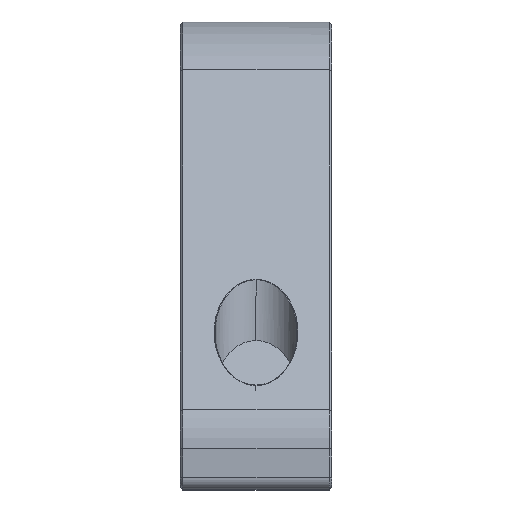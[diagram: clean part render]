
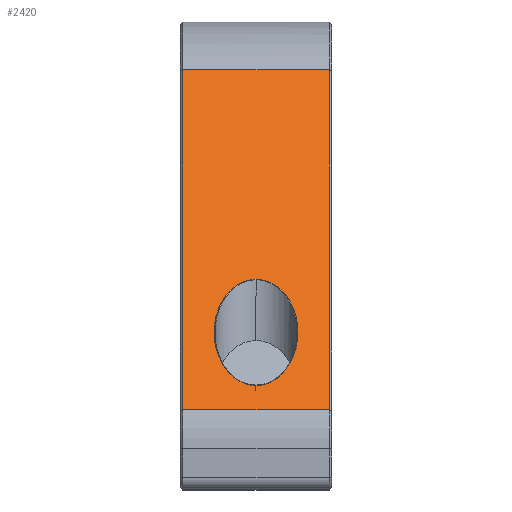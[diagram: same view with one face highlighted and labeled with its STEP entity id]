
A CAD part, left-side view. The second image highlights one B-rep face of the part: STEP entity #2420.
In plain terms, the highlighted planar face has unit normal (-0.783, 0, 0.622).
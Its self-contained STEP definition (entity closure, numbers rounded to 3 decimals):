
#144 = CARTESIAN_POINT ( 'NONE',  ( -59.374, 0., 8.306 ) ) ;
#157 = DIRECTION ( 'NONE',  ( 0., 1., 0. ) ) ;
#370 = CARTESIAN_POINT ( 'NONE',  ( -59.268, 0.86, 8.44 ) ) ;
#407 = CARTESIAN_POINT ( 'NONE',  ( -54.381, 2.903, 14.595 ) ) ;
#491 = CARTESIAN_POINT ( 'NONE',  ( -53.397, 2.043, 15.833 ) ) ;
#565 = CARTESIAN_POINT ( 'NONE',  ( -59.348, -0.433, 8.34 ) ) ;
#566 = EDGE_CURVE ( 'NONE', #5482, #1536, #2888, .T. ) ;
#800 = VERTEX_POINT ( 'NONE', #1431 ) ;
#818 = CARTESIAN_POINT ( 'NONE',  ( -58.095, 2.655, 9.917 ) ) ;
#1004 = CARTESIAN_POINT ( 'NONE',  ( -56.486, 3.322, 11.944 ) ) ;
#1039 = CARTESIAN_POINT ( 'NONE',  ( -54.381, -2.903, 14.595 ) ) ;
#1124 = CARTESIAN_POINT ( 'NONE',  ( -54.009, 2.655, 15.062 ) ) ;
#1416 = CARTESIAN_POINT ( 'NONE',  ( -59.353, 0.436, 8.334 ) ) ;
#1431 = CARTESIAN_POINT ( 'NONE',  ( -60.916, -5.8, 6.366 ) ) ;
#1536 = VERTEX_POINT ( 'NONE', #144 ) ;
#1599 = CARTESIAN_POINT ( 'NONE',  ( -59.204, 1.072, 8.521 ) ) ;
#1753 = CARTESIAN_POINT ( 'NONE',  ( -53.55, -2.196, 15.641 ) ) ;
#1799 = ORIENTED_EDGE ( 'NONE', *, *, #7388, .T. ) ;
#1811 = VERTEX_POINT ( 'NONE', #2357 ) ;
#1877 = VERTEX_POINT ( 'NONE', #5419 ) ;
#2047 = ORIENTED_EDGE ( 'NONE', *, *, #2070, .T. ) ;
#2070 = EDGE_CURVE ( 'NONE', #1811, #1877, #5610, .T. ) ;
#2238 = CARTESIAN_POINT ( 'NONE',  ( -58.095, -2.655, 9.917 ) ) ;
#2276 = CARTESIAN_POINT ( 'NONE',  ( -52.73, 0., 16.673 ) ) ;
#2319 = CARTESIAN_POINT ( 'NONE',  ( -52.9, 1.072, 16.459 ) ) ;
#2357 = CARTESIAN_POINT ( 'NONE',  ( -39.56, -5.8, 33.257 ) ) ;
#2384 = DIRECTION ( 'NONE',  ( -0.622, 0., -0.783 ) ) ;
#2420 = ADVANCED_FACE ( 'NONE', ( #7208, #5846 ), #6522, .F. ) ;
#2474 = VECTOR ( 'NONE', #7564, 1000. ) ;
#2485 = CARTESIAN_POINT ( 'NONE',  ( -53.149, 1.671, 16.146 ) ) ;
#2547 = LINE ( 'NONE', #7375, #5498 ) ;
#2654 = CARTESIAN_POINT ( 'NONE',  ( -57.724, 2.903, 10.385 ) ) ;
#2794 = CARTESIAN_POINT ( 'NONE',  ( -58.935, 1.666, 8.86 ) ) ;
#2888 = B_SPLINE_CURVE_WITH_KNOTS ( 'NONE', 3,
 ( #2276, #4661, #3479, #7258, #7775, #3563, #4027, #5263, #1753, #2950, #1039, #5382, #7700, #4696, #5902, #3521, #2238, #6540, #4186, #6624, #3597, #6021, #565, #2994, #4062, #6496 ),
 .UNSPECIFIED., .F., .F.,
 ( 4, 2, 2, 2, 2, 2, 2, 2, 2, 2, 2, 2, 4 ),
 ( 0.5, 0.531, 0.563, 0.594, 0.625, 0.688, 0.75, 0.813, 0.875, 0.938, 0.969, 0.984, 1. ),
 .UNSPECIFIED. ) ;
#2950 = CARTESIAN_POINT ( 'NONE',  ( -54.009, -2.655, 15.063 ) ) ;
#2994 = CARTESIAN_POINT ( 'NONE',  ( -59.369, -0.218, 8.313 ) ) ;
#3037 = CARTESIAN_POINT ( 'NONE',  ( -52.836, 0.86, 16.54 ) ) ;
#3048 = ORIENTED_EDGE ( 'NONE', *, *, #6820, .T. ) ;
#3217 = CARTESIAN_POINT ( 'NONE',  ( -62., 5.8, 5. ) ) ;
#3252 = CARTESIAN_POINT ( 'NONE',  ( -60.916, 5.8, 6.366 ) ) ;
#3437 = CARTESIAN_POINT ( 'NONE',  ( -55.619, 3.322, 13.035 ) ) ;
#3479 = CARTESIAN_POINT ( 'NONE',  ( -52.752, -0.436, 16.646 ) ) ;
#3503 = VECTOR ( 'NONE', #7145, 1000. ) ;
#3521 = CARTESIAN_POINT ( 'NONE',  ( -57.724, -2.903, 10.385 ) ) ;
#3548 = CARTESIAN_POINT ( 'NONE',  ( -52.73, 0., 16.673 ) ) ;
#3563 = CARTESIAN_POINT ( 'NONE',  ( -53.066, -1.471, 16.251 ) ) ;
#3564 = CARTESIAN_POINT ( 'NONE',  ( -52.752, 0.436, 16.646 ) ) ;
#3597 = CARTESIAN_POINT ( 'NONE',  ( -59.268, -0.86, 8.44 ) ) ;
#3783 = CARTESIAN_POINT ( 'NONE',  ( -39.56, 6., 33.257 ) ) ;
#3977 = EDGE_CURVE ( 'NONE', #4784, #800, #2547, .T. ) ;
#4027 = CARTESIAN_POINT ( 'NONE',  ( -53.17, -1.666, 16.119 ) ) ;
#4029 = CARTESIAN_POINT ( 'NONE',  ( -58.694, 2.026, 9.163 ) ) ;
#4062 = CARTESIAN_POINT ( 'NONE',  ( -59.374, -0.109, 8.306 ) ) ;
#4186 = CARTESIAN_POINT ( 'NONE',  ( -58.956, -1.671, 8.833 ) ) ;
#4442 = CARTESIAN_POINT ( 'NONE',  ( -59.374, 0., 8.306 ) ) ;
#4460 = AXIS2_PLACEMENT_3D ( 'NONE', #7721, #5327, #2384 ) ;
#4478 = CARTESIAN_POINT ( 'NONE',  ( -56.923, 3.235, 11.393 ) ) ;
#4661 = CARTESIAN_POINT ( 'NONE',  ( -52.73, -0.216, 16.673 ) ) ;
#4696 = CARTESIAN_POINT ( 'NONE',  ( -56.486, -3.322, 11.944 ) ) ;
#4784 = VERTEX_POINT ( 'NONE', #3252 ) ;
#5106 = EDGE_LOOP ( 'NONE', ( #1799, #5134 ) ) ;
#5120 = CARTESIAN_POINT ( 'NONE',  ( -39.56, -5.8, 33.257 ) ) ;
#5134 = ORIENTED_EDGE ( 'NONE', *, *, #566, .T. ) ;
#5263 = CARTESIAN_POINT ( 'NONE',  ( -53.41, -2.026, 15.817 ) ) ;
#5327 = DIRECTION ( 'NONE',  ( 0.783, 0., -0.622 ) ) ;
#5382 = CARTESIAN_POINT ( 'NONE',  ( -55.181, -3.235, 13.587 ) ) ;
#5386 = CARTESIAN_POINT ( 'NONE',  ( -52.73, 0.216, 16.673 ) ) ;
#5419 = CARTESIAN_POINT ( 'NONE',  ( -39.56, 5.8, 33.257 ) ) ;
#5482 = VERTEX_POINT ( 'NONE', #3548 ) ;
#5498 = VECTOR ( 'NONE', #6247, 1000. ) ;
#5610 = LINE ( 'NONE', #3783, #5730 ) ;
#5730 = VECTOR ( 'NONE', #157, 1000. ) ;
#5846 = FACE_OUTER_BOUND ( 'NONE', #6599, .T. ) ;
#5862 = CARTESIAN_POINT ( 'NONE',  ( -55.181, 3.235, 13.587 ) ) ;
#5902 = CARTESIAN_POINT ( 'NONE',  ( -56.923, -3.235, 11.393 ) ) ;
#6021 = CARTESIAN_POINT ( 'NONE',  ( -59.332, -0.542, 8.36 ) ) ;
#6247 = DIRECTION ( 'NONE',  ( 0., -1., 0. ) ) ;
#6275 = CARTESIAN_POINT ( 'NONE',  ( -59.039, 1.471, 8.729 ) ) ;
#6458 = CARTESIAN_POINT ( 'NONE',  ( -58.554, 2.196, 9.339 ) ) ;
#6496 = CARTESIAN_POINT ( 'NONE',  ( -59.374, 0., 8.306 ) ) ;
#6522 = PLANE ( 'NONE',  #4460 ) ;
#6540 = CARTESIAN_POINT ( 'NONE',  ( -58.708, -2.043, 9.146 ) ) ;
#6599 = EDGE_LOOP ( 'NONE', ( #7187, #3048, #2047, #7618 ) ) ;
#6624 = CARTESIAN_POINT ( 'NONE',  ( -59.204, -1.072, 8.521 ) ) ;
#6820 = EDGE_CURVE ( 'NONE', #800, #1811, #6995, .T. ) ;
#6872 = CARTESIAN_POINT ( 'NONE',  ( -59.374, 0.216, 8.306 ) ) ;
#6995 = LINE ( 'NONE', #5120, #2474 ) ;
#7069 = LINE ( 'NONE', #3217, #3503 ) ;
#7145 = DIRECTION ( 'NONE',  ( -0.622, 0., -0.783 ) ) ;
#7187 = ORIENTED_EDGE ( 'NONE', *, *, #3977, .T. ) ;
#7208 = FACE_BOUND ( 'NONE', #5106, .T. ) ;
#7258 = CARTESIAN_POINT ( 'NONE',  ( -52.836, -0.86, 16.54 ) ) ;
#7305 = CARTESIAN_POINT ( 'NONE',  ( -52.73, 0., 16.673 ) ) ;
#7319 = EDGE_CURVE ( 'NONE', #1877, #4784, #7069, .T. ) ;
#7375 = CARTESIAN_POINT ( 'NONE',  ( -60.916, 6., 6.366 ) ) ;
#7388 = EDGE_CURVE ( 'NONE', #1536, #5482, #7834, .T. ) ;
#7564 = DIRECTION ( 'NONE',  ( 0.622, 0., 0.783 ) ) ;
#7618 = ORIENTED_EDGE ( 'NONE', *, *, #7319, .T. ) ;
#7700 = CARTESIAN_POINT ( 'NONE',  ( -55.619, -3.322, 13.035 ) ) ;
#7721 = CARTESIAN_POINT ( 'NONE',  ( -62., 6., 5. ) ) ;
#7775 = CARTESIAN_POINT ( 'NONE',  ( -52.9, -1.072, 16.459 ) ) ;
#7834 = B_SPLINE_CURVE_WITH_KNOTS ( 'NONE', 3,
 ( #4442, #6872, #1416, #370, #1599, #6275, #2794, #4029, #6458, #818, #2654, #4478, #1004, #3437, #5862, #407, #1124, #491, #2485, #2319, #3037, #3564, #5386, #7305 ),
 .UNSPECIFIED., .F., .F.,
 ( 4, 2, 2, 2, 2, 2, 2, 2, 2, 2, 2, 4 ),
 ( 0., 0.031, 0.062, 0.094, 0.125, 0.187, 0.25, 0.312, 0.375, 0.438, 0.469, 0.5 ),
 .UNSPECIFIED. ) ;
